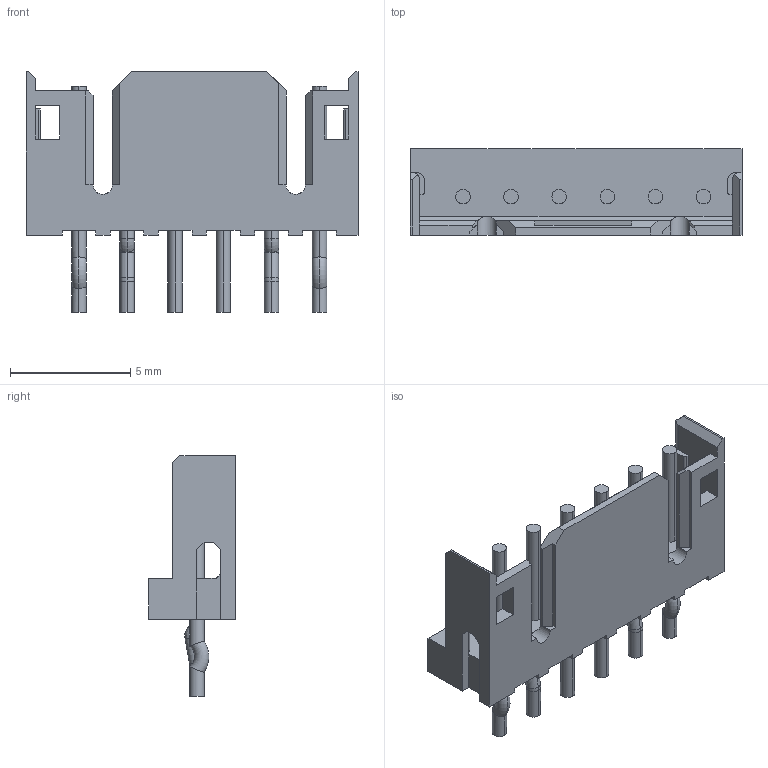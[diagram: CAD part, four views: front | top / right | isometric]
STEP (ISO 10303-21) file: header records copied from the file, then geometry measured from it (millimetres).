
FILE_DESCRIPTION((''),'2;1');
FILE_NAME('C-292161-6','2009-08-26T',('workeradm'),(''),'PRO/ENGINEER BY PARAMETRIC TECHNOLOGY CORPORATION, 2008380','PRO/ENGINEER BY PARAMETRIC TECHNOLOGY CORPORATION, 2008380','');
FILE_SCHEMA(('AUTOMOTIVE_DESIGN { 1 0 10303 214 1 1 1 1 }'));
Length unit declared in the file: millimetre
Products named in the file (1): C-292161-6
Bounding box: 13.8 x 3.6 x 10 mm (x, y, z)
Volume: 129.8 mm3; surface area: 422 mm2
Topology: 1 solids, 1 shells, 168 faces, 453 edges, 289 vertices
Faces by surface type: plane 108, cylinder 44, torus 12, bspline 4
Entity records: 5424 total; most frequent: CARTESIAN_POINT 1156, ORIENTED_EDGE 898, DIRECTION 851, EDGE_CURVE 449, VECTOR 327, LINE 327, VERTEX_POINT 289, AXIS2_PLACEMENT_3D 262
